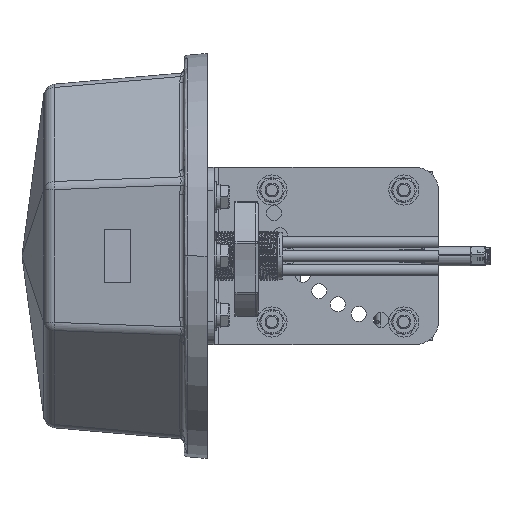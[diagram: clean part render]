
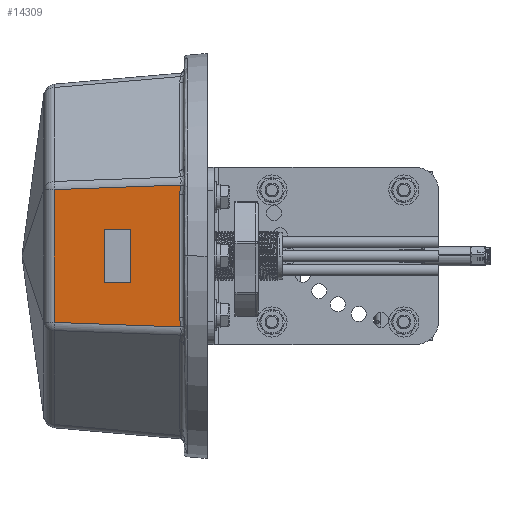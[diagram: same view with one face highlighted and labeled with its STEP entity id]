
A CAD part, left-side view. The second image highlights one B-rep face of the part: STEP entity #14309.
In plain terms, the highlighted planar face has unit normal (-0.996, 0.087, 0).
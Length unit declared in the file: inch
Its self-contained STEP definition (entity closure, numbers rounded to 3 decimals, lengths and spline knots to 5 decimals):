
#529 = EDGE_CURVE ( 'NONE', #43353, #23596, #100255, .T. ) ;
#1824 = VECTOR ( 'NONE', #66873, 39.37008 ) ;
#2334 = CARTESIAN_POINT ( 'NONE',  ( -2.99719, 1.75203, -0.45727 ) ) ;
#2886 = CARTESIAN_POINT ( 'NONE',  ( -3.1091, 0.46562, 1.05094 ) ) ;
#2920 = LINE ( 'NONE', #10743, #1824 ) ;
#3758 = ORIENTED_EDGE ( 'NONE', *, *, #11261, .T. ) ;
#3944 = VERTEX_POINT ( 'NONE', #63811 ) ;
#4148 = CARTESIAN_POINT ( 'NONE',  ( -3.10927, 0.46369, -1.12179 ) ) ;
#4662 = CARTESIAN_POINT ( 'NONE',  ( -3.10931, 0.46317, -1.13019 ) ) ;
#5166 = CARTESIAN_POINT ( 'NONE',  ( -3.10931, 0.46319, -1.12983 ) ) ;
#5505 = CARTESIAN_POINT ( 'NONE',  ( -3.1091, 0.46562, 1.05094 ) ) ;
#6311 = ORIENTED_EDGE ( 'NONE', *, *, #59502, .T. ) ;
#7946 = CARTESIAN_POINT ( 'NONE',  ( -3.03682, 1.29648, -0.45727 ) ) ;
#8528 = EDGE_CURVE ( 'NONE', #81070, #83273, #79163, .T. ) ;
#9649 = CARTESIAN_POINT ( 'NONE',  ( -3.10932, 0.46311, 1.13104 ) ) ;
#10743 = CARTESIAN_POINT ( 'NONE',  ( -3.11002, 0.45504, 1.20698 ) ) ;
#10948 = CARTESIAN_POINT ( 'NONE',  ( -3.10973, 0.4584, -1.18496 ) ) ;
#11261 = EDGE_CURVE ( 'NONE', #99751, #47578, #2920, .T. ) ;
#11685 = EDGE_CURVE ( 'NONE', #83273, #43353, #94254, .T. ) ;
#12486 = VECTOR ( 'NONE', #84612, 39.37008 ) ;
#12595 = VECTOR ( 'NONE', #25822, 39.37008 ) ;
#13258 = CARTESIAN_POINT ( 'NONE',  ( -3.11002, 0.45504, -1.20698 ) ) ;
#14304 = LINE ( 'NONE', #101130, #78490 ) ;
#14309 = ADVANCED_FACE ( 'NONE', ( #55635, #85448 ), #87883, .F. ) ;
#16777 = B_SPLINE_CURVE_WITH_KNOTS ( 'NONE', 3,
 ( #74113, #64730, #17974, #57448, #66810, #80859, #98546, #33028, #82400, #9649, #27334, #26817, #73064, #58994, #89180, #49656 ),
 .UNSPECIFIED., .F., .F.,
 ( 4, 2, 2, 1, 1, 1, 1, 2, 2, 4 ),
 ( 0., 0.25, 0.375, 0.4375, 0.46875, 0.48438, 0.49219, 0.49609, 0.5, 1. ),
 .UNSPECIFIED. ) ;
#17974 = CARTESIAN_POINT ( 'NONE',  ( -3.10974, 0.45831, 1.1838 ) ) ;
#23596 = VERTEX_POINT ( 'NONE', #2334 ) ;
#25822 = DIRECTION ( 'NONE',  ( 0., 0., -1. ) ) ;
#26817 = CARTESIAN_POINT ( 'NONE',  ( -3.10931, 0.46319, 1.1299 ) ) ;
#27334 = CARTESIAN_POINT ( 'NONE',  ( -3.10931, 0.46316, 1.13036 ) ) ;
#28604 = CARTESIAN_POINT ( 'NONE',  ( -3.10925, 0.46391, -1.11773 ) ) ;
#31718 = ORIENTED_EDGE ( 'NONE', *, *, #84217, .F. ) ;
#32473 = VERTEX_POINT ( 'NONE', #13258 ) ;
#33028 = CARTESIAN_POINT ( 'NONE',  ( -3.10935, 0.46279, 1.13582 ) ) ;
#33071 = EDGE_CURVE ( 'NONE', #3944, #47578, #70150, .T. ) ;
#34833 = VECTOR ( 'NONE', #79661, 39.37008 ) ;
#35328 = DIRECTION ( 'NONE',  ( -0.087, -0.996, -0.036 ) ) ;
#35882 = CARTESIAN_POINT ( 'NONE',  ( -3.10931, 0.46322, -1.12939 ) ) ;
#36386 = CARTESIAN_POINT ( 'NONE',  ( -3.11002, 0.45504, -1.20698 ) ) ;
#41326 = VERTEX_POINT ( 'NONE', #78709 ) ;
#41718 = VECTOR ( 'NONE', #46922, 39.37008 ) ;
#43353 = VERTEX_POINT ( 'NONE', #56522 ) ;
#44211 = VECTOR ( 'NONE', #100356, 39.37008 ) ;
#44678 = CARTESIAN_POINT ( 'NONE',  ( -3.10929, 0.46342, -1.12621 ) ) ;
#46922 = DIRECTION ( 'NONE',  ( 0.087, 0.996, 0. ) ) ;
#47578 = VERTEX_POINT ( 'NONE', #66661 ) ;
#49450 = CARTESIAN_POINT ( 'NONE',  ( -3.11002, 0.45504, 1.20698 ) ) ;
#49656 = CARTESIAN_POINT ( 'NONE',  ( -3.1091, 0.46562, 1.05094 ) ) ;
#51452 = CARTESIAN_POINT ( 'NONE',  ( -3.1091, 0.46562, -1.05094 ) ) ;
#52567 = VECTOR ( 'NONE', #35328, 39.37008 ) ;
#52742 = ORIENTED_EDGE ( 'NONE', *, *, #70058, .F. ) ;
#52905 = CARTESIAN_POINT ( 'NONE',  ( -2.99719, 1.75203, -0.45727 ) ) ;
#54207 = CARTESIAN_POINT ( 'NONE',  ( -2.99719, 1.75203, 0.45727 ) ) ;
#55635 = FACE_BOUND ( 'NONE', #59017, .T. ) ;
#56522 = CARTESIAN_POINT ( 'NONE',  ( -2.99719, 1.75203, 0.45727 ) ) ;
#57448 = CARTESIAN_POINT ( 'NONE',  ( -3.10955, 0.46039, 1.16441 ) ) ;
#58101 = EDGE_CURVE ( 'NONE', #73412, #41326, #80891, .T. ) ;
#58486 = ORIENTED_EDGE ( 'NONE', *, *, #76021, .F. ) ;
#58613 = CARTESIAN_POINT ( 'NONE',  ( -3.03682, 1.29648, -0.45727 ) ) ;
#58739 = CARTESIAN_POINT ( 'NONE',  ( -3.1093, 0.46329, -1.12834 ) ) ;
#58994 = CARTESIAN_POINT ( 'NONE',  ( -3.1092, 0.46441, 1.11084 ) ) ;
#59017 = EDGE_LOOP ( 'NONE', ( #96682, #89425, #79556, #31718 ) ) ;
#59502 = EDGE_CURVE ( 'NONE', #3944, #32473, #83136, .T. ) ;
#63811 = CARTESIAN_POINT ( 'NONE',  ( -2.92351, 2.59901, -1.12972 ) ) ;
#64730 = CARTESIAN_POINT ( 'NONE',  ( -3.10987, 0.45674, 1.19584 ) ) ;
#66661 = CARTESIAN_POINT ( 'NONE',  ( -2.92351, 2.59901, 1.12972 ) ) ;
#66810 = CARTESIAN_POINT ( 'NONE',  ( -3.1095, 0.46103, 1.15773 ) ) ;
#66873 = DIRECTION ( 'NONE',  ( 0.087, 0.996, -0.036 ) ) ;
#68116 = CARTESIAN_POINT ( 'NONE',  ( -2.92351, 2.59901, -1.12972 ) ) ;
#68559 = EDGE_LOOP ( 'NONE', ( #3758, #92599, #6311, #58486, #98756, #52742 ) ) ;
#70058 = EDGE_CURVE ( 'NONE', #99751, #73412, #16777, .T. ) ;
#70150 = LINE ( 'NONE', #68116, #44211 ) ;
#73064 = CARTESIAN_POINT ( 'NONE',  ( -3.10931, 0.46321, 1.12958 ) ) ;
#73412 = VERTEX_POINT ( 'NONE', #5505 ) ;
#74113 = CARTESIAN_POINT ( 'NONE',  ( -3.11002, 0.45504, 1.20698 ) ) ;
#75275 = AXIS2_PLACEMENT_3D ( 'NONE', #79570, #77134, #87383 ) ;
#75395 = CARTESIAN_POINT ( 'NONE',  ( -3.10921, 0.46434, -1.10925 ) ) ;
#76021 = EDGE_CURVE ( 'NONE', #41326, #32473, #89200, .T. ) ;
#76397 = CARTESIAN_POINT ( 'NONE',  ( -3.10919, 0.46461, -1.10311 ) ) ;
#77134 = DIRECTION ( 'NONE',  ( 0.996, -0.087, 0. ) ) ;
#78490 = VECTOR ( 'NONE', #78740, 39.37008 ) ;
#78709 = CARTESIAN_POINT ( 'NONE',  ( -3.1091, 0.46562, -1.05094 ) ) ;
#78740 = DIRECTION ( 'NONE',  ( -0.087, -0.996, 0. ) ) ;
#79163 = LINE ( 'NONE', #7946, #34833 ) ;
#79556 = ORIENTED_EDGE ( 'NONE', *, *, #8528, .F. ) ;
#79570 = CARTESIAN_POINT ( 'NONE',  ( -3.14961, 0., 1.5748 ) ) ;
#79661 = DIRECTION ( 'NONE',  ( 0., 0., 1. ) ) ;
#80859 = CARTESIAN_POINT ( 'NONE',  ( -3.10942, 0.46192, 1.14737 ) ) ;
#80891 = LINE ( 'NONE', #2886, #12595 ) ;
#81070 = VERTEX_POINT ( 'NONE', #58613 ) ;
#82143 = CARTESIAN_POINT ( 'NONE',  ( -3.10948, 0.46127, -1.15942 ) ) ;
#82400 = CARTESIAN_POINT ( 'NONE',  ( -3.10933, 0.46301, 1.13264 ) ) ;
#83136 = LINE ( 'NONE', #98762, #52567 ) ;
#83169 = CARTESIAN_POINT ( 'NONE',  ( -3.1091, 0.46562, -1.06804 ) ) ;
#83273 = VERTEX_POINT ( 'NONE', #86277 ) ;
#84217 = EDGE_CURVE ( 'NONE', #23596, #81070, #14304, .T. ) ;
#84612 = DIRECTION ( 'NONE',  ( 0., 0., -1. ) ) ;
#85448 = FACE_OUTER_BOUND ( 'NONE', #68559, .T. ) ;
#86277 = CARTESIAN_POINT ( 'NONE',  ( -3.03682, 1.29648, 0.45727 ) ) ;
#87383 = DIRECTION ( 'NONE',  ( 0., 0., -1. ) ) ;
#87883 = PLANE ( 'NONE',  #75275 ) ;
#89180 = CARTESIAN_POINT ( 'NONE',  ( -3.1091, 0.46562, 1.08465 ) ) ;
#89200 = B_SPLINE_CURVE_WITH_KNOTS ( 'NONE', 3,
 ( #51452, #83169, #91497, #76397, #75395, #28604, #4148, #44678, #58739, #35882, #5166, #99824, #4662, #82143, #10948, #36386 ),
 .UNSPECIFIED., .F., .F.,
 ( 4, 2, 2, 1, 1, 1, 1, 2, 2, 4 ),
 ( 0., 0.25, 0.375, 0.4375, 0.46875, 0.48438, 0.49219, 0.49609, 0.5, 1. ),
 .UNSPECIFIED. ) ;
#89425 = ORIENTED_EDGE ( 'NONE', *, *, #11685, .F. ) ;
#91497 = CARTESIAN_POINT ( 'NONE',  ( -3.10913, 0.4653, -1.08323 ) ) ;
#92599 = ORIENTED_EDGE ( 'NONE', *, *, #33071, .F. ) ;
#94254 = LINE ( 'NONE', #54207, #41718 ) ;
#96682 = ORIENTED_EDGE ( 'NONE', *, *, #529, .F. ) ;
#98546 = CARTESIAN_POINT ( 'NONE',  ( -3.10939, 0.46234, 1.1421 ) ) ;
#98756 = ORIENTED_EDGE ( 'NONE', *, *, #58101, .F. ) ;
#98762 = CARTESIAN_POINT ( 'NONE',  ( -2.92351, 2.59901, -1.12972 ) ) ;
#99751 = VERTEX_POINT ( 'NONE', #49450 ) ;
#99824 = CARTESIAN_POINT ( 'NONE',  ( -3.10931, 0.46317, -1.13013 ) ) ;
#100255 = LINE ( 'NONE', #52905, #12486 ) ;
#100356 = DIRECTION ( 'NONE',  ( 0., 0., 1. ) ) ;
#101130 = CARTESIAN_POINT ( 'NONE',  ( -2.99719, 1.75203, -0.45727 ) ) ;
